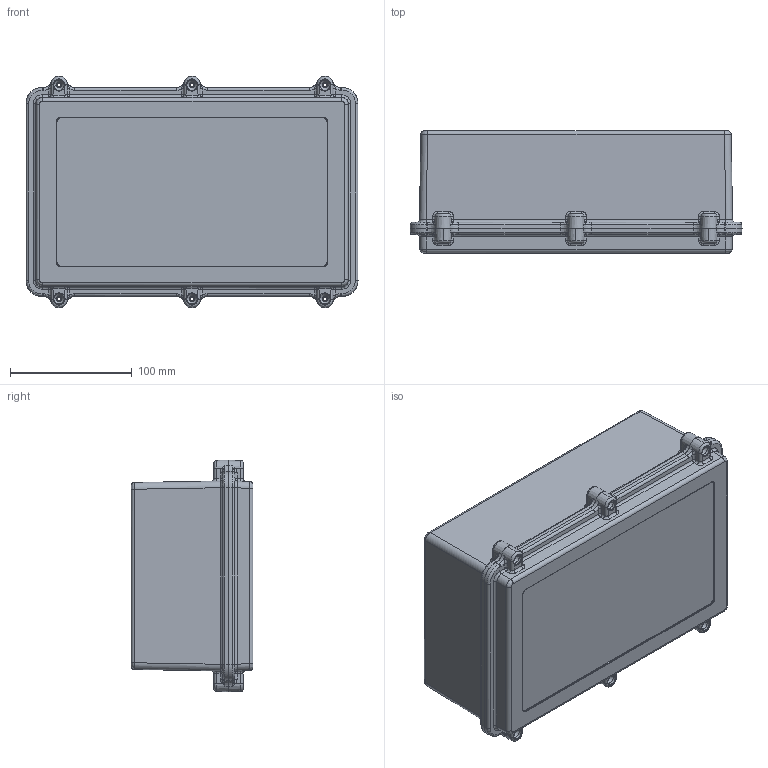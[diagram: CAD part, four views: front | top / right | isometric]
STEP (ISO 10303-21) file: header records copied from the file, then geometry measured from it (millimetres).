
FILE_DESCRIPTION (( 'STEP AP214' ), '1' );
FILE_NAME ('HQ011.STEP', '2009-10-02T03:00:07', ( 'NEF User' ), ( 'NEF User' ), 'SwSTEP 2.0', 'SolidWorks 2009', '' );
FILE_SCHEMA (( 'AUTOMOTIVE_DESIGN' ));
Length unit declared in the file: millimetre
Products named in the file (3): HQ011B; HQ011; HQ009T
Assembly tree (2 placements, depth 2):
  HQ011
    HQ011B
    HQ009T
Bounding box: 272.2 x 100 x 190.1 mm (x, y, z)
Volume: 475731.5 mm3; surface area: 359001.6 mm2
Topology: 2 solids, 2 shells, 1217 faces, 2876 edges, 1690 vertices
Faces by surface type: cylinder 376, bspline 328, plane 237, cone 216, torus 36, sphere 24
Entity records: 58121 total; most frequent: CARTESIAN_POINT 33707, ORIENTED_EDGE 5752, DIRECTION 4122, EDGE_CURVE 2876, VERTEX_POINT 1690, AXIS2_PLACEMENT_3D 1499, EDGE_LOOP 1268, ADVANCED_FACE 1217
